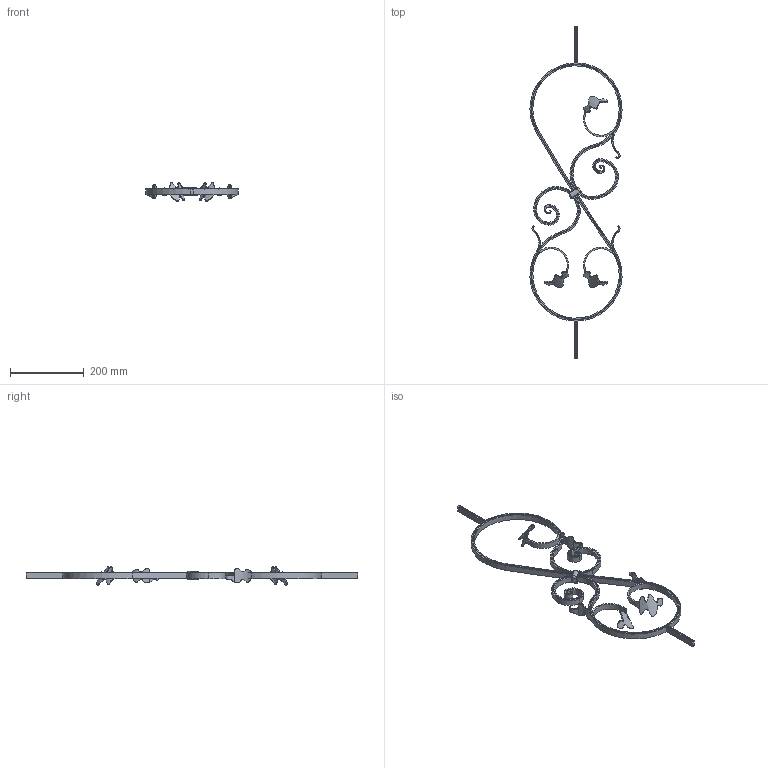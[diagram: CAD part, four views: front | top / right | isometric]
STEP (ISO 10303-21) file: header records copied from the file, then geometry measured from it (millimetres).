
FILE_DESCRIPTION (( 'STEP AP203' ), '1' );
FILE_NAME ('1601.STEP', '2023-07-11T07:17:01', ( '' ), ( '' ), 'SwSTEP 2.0', 'SolidWorks 2018', '' );
FILE_SCHEMA (( 'CONFIG_CONTROL_DESIGN' ));
Length unit declared in the file: millimetre
Products named in the file (1): 1601
Bounding box: 249.93 x 900 x 51.32 mm (x, y, z)
Volume: 400360.8 mm3; surface area: 182131.8 mm2
Topology: 8 solids, 8 shells, 611 faces, 1453 edges, 870 vertices
Faces by surface type: plane 267, bspline 150, cylinder 98, cone 60, torus 36
Entity records: 25375 total; most frequent: CARTESIAN_POINT 12209, ORIENTED_EDGE 2906, DIRECTION 2354, EDGE_CURVE 1453, VERTEX_POINT 870, LINE 804, VECTOR 804, AXIS2_PLACEMENT_3D 775
